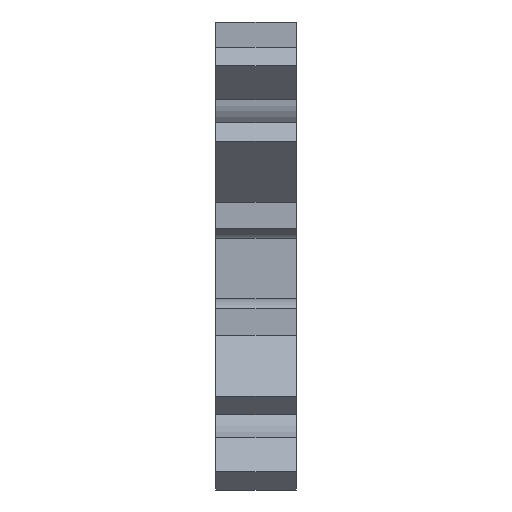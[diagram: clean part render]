
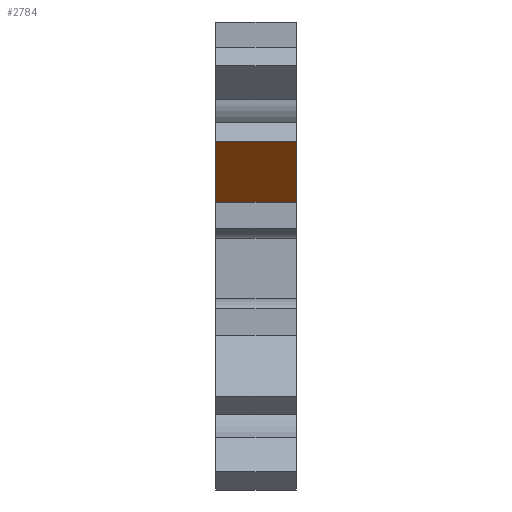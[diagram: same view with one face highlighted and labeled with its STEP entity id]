
A CAD part, left-side view. The second image highlights one B-rep face of the part: STEP entity #2784.
In plain terms, the highlighted planar face has unit normal (-0.707, 0, -0.707).
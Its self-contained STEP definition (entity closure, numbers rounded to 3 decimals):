
#154 = DIRECTION ( 'NONE',  ( 0.707, 0., -0.707 ) ) ;
#167 = FACE_OUTER_BOUND ( 'NONE', #1813, .T. ) ;
#182 = EDGE_CURVE ( 'NONE', #1514, #1675, #1485, .T. ) ;
#195 = EDGE_CURVE ( 'NONE', #1675, #1642, #2808, .T. ) ;
#399 = DIRECTION ( 'NONE',  ( 0.707, 0., 0.707 ) ) ;
#521 = AXIS2_PLACEMENT_3D ( 'NONE', #2752, #399, #154 ) ;
#683 = LINE ( 'NONE', #2006, #1519 ) ;
#714 = DIRECTION ( 'NONE',  ( -0.707, 0., 0.707 ) ) ;
#721 = ORIENTED_EDGE ( 'NONE', *, *, #2639, .F. ) ;
#794 = CARTESIAN_POINT ( 'NONE',  ( -11.95, -3., 4.95 ) ) ;
#817 = DIRECTION ( 'NONE',  ( -0.707, 0., 0.707 ) ) ;
#833 = VECTOR ( 'NONE', #1271, 1000. ) ;
#866 = ORIENTED_EDGE ( 'NONE', *, *, #182, .T. ) ;
#992 = CARTESIAN_POINT ( 'NONE',  ( -16.5, -3., 9.5 ) ) ;
#1240 = ORIENTED_EDGE ( 'NONE', *, *, #2548, .F. ) ;
#1271 = DIRECTION ( 'NONE',  ( 0., -1., 0. ) ) ;
#1288 = VECTOR ( 'NONE', #817, 1000. ) ;
#1293 = VECTOR ( 'NONE', #2023, 1000. ) ;
#1485 = LINE ( 'NONE', #2366, #833 ) ;
#1494 = VERTEX_POINT ( 'NONE', #2486 ) ;
#1514 = VERTEX_POINT ( 'NONE', #1800 ) ;
#1519 = VECTOR ( 'NONE', #714, 1000. ) ;
#1642 = VERTEX_POINT ( 'NONE', #992 ) ;
#1675 = VERTEX_POINT ( 'NONE', #794 ) ;
#1800 = CARTESIAN_POINT ( 'NONE',  ( -11.95, 3., 4.95 ) ) ;
#1813 = EDGE_LOOP ( 'NONE', ( #2695, #721, #1240, #866 ) ) ;
#1832 = CARTESIAN_POINT ( 'NONE',  ( -16.5, 3., 9.5 ) ) ;
#1944 = CARTESIAN_POINT ( 'NONE',  ( -3.5, -3., -3.5 ) ) ;
#2006 = CARTESIAN_POINT ( 'NONE',  ( -3.5, 3., -3.5 ) ) ;
#2023 = DIRECTION ( 'NONE',  ( 0., -1., 0. ) ) ;
#2039 = LINE ( 'NONE', #1832, #1293 ) ;
#2106 = PLANE ( 'NONE',  #521 ) ;
#2366 = CARTESIAN_POINT ( 'NONE',  ( -11.95, 3., 4.95 ) ) ;
#2486 = CARTESIAN_POINT ( 'NONE',  ( -16.5, 3., 9.5 ) ) ;
#2548 = EDGE_CURVE ( 'NONE', #1514, #1494, #683, .T. ) ;
#2639 = EDGE_CURVE ( 'NONE', #1494, #1642, #2039, .T. ) ;
#2695 = ORIENTED_EDGE ( 'NONE', *, *, #195, .T. ) ;
#2752 = CARTESIAN_POINT ( 'NONE',  ( -3.5, 3., -3.5 ) ) ;
#2784 = ADVANCED_FACE ( 'NONE', ( #167 ), #2106, .F. ) ;
#2808 = LINE ( 'NONE', #1944, #1288 ) ;
